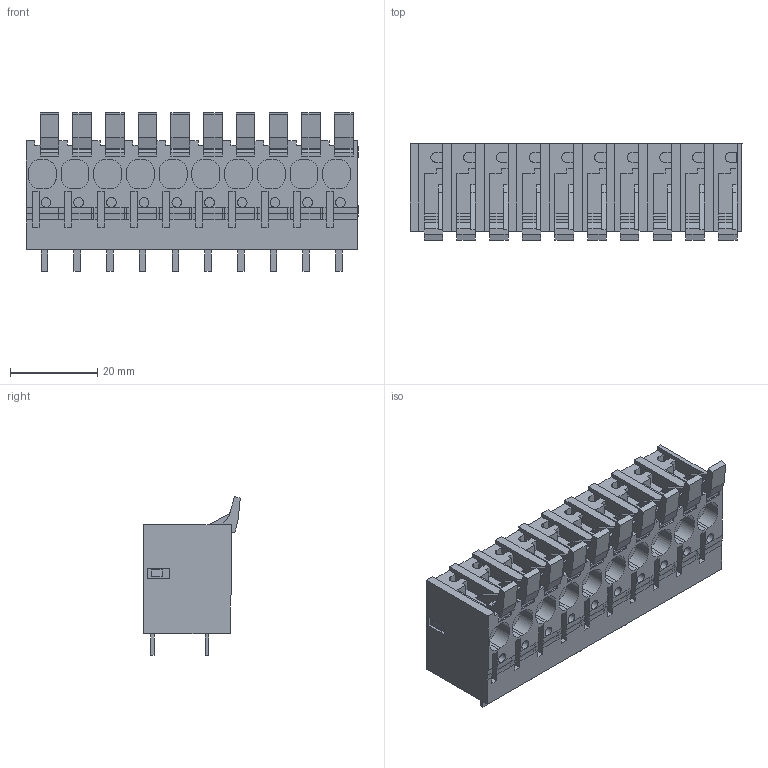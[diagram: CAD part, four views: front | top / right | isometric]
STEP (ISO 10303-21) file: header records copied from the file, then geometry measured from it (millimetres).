
FILE_DESCRIPTION(('CATIA V5 STEP Exchange','CAx-IF Rec.Pracs.--- Model Styling and Organization---1.4--- 2014-01-23'),'2;1');
FILE_NAME ('D1462720_2_2472160000_2472160000.stp','2022-07-29T07:24:17+00:00',('none'),('Weidmueller'),'CATIA Version 5-6 Release 2016 SP3 HF44','CATIA V5 STEP AP214','none');
FILE_SCHEMA(('AUTOMOTIVE_DESIGN { 1 0 10303 214 1 1 1 1 }'));
Length unit declared in the file: millimetre
Products named in the file (1): 2472160000
Bounding box: 76.13 x 22.16 x 36.41 mm (x, y, z)
Volume: 31974.3 mm3; surface area: 15323.9 mm2
Topology: 21 solids, 21 shells, 910 faces, 2409 edges, 1603 vertices
Faces by surface type: plane 714, cylinder 196
Entity records: 26167 total; most frequent: CARTESIAN_POINT 5534, ORIENTED_EDGE 4818, DIRECTION 3099, EDGE_CURVE 2409, VECTOR 2051, LINE 2051, VERTEX_POINT 1603, EDGE_LOOP 972
